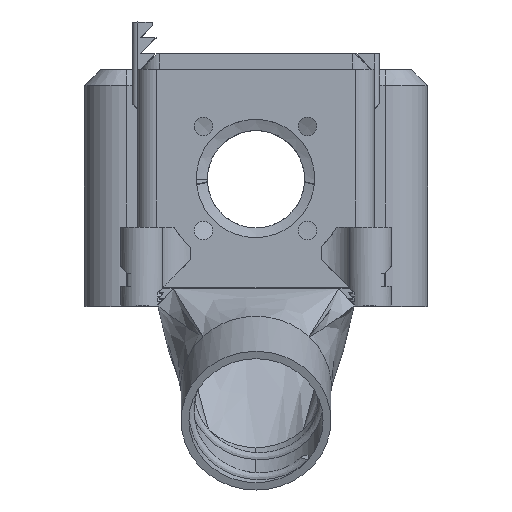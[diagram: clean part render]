
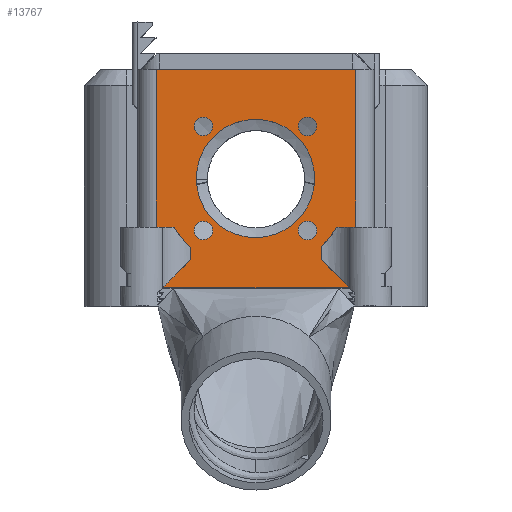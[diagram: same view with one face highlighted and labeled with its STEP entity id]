
A CAD part, top view. The second image highlights one B-rep face of the part: STEP entity #13767.
In plain terms, the highlighted planar face has unit normal (0, 0, 1).
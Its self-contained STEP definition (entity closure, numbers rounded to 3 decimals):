
#337=FACE_BOUND('',#2232,.T.);
#338=FACE_BOUND('',#2233,.T.);
#339=FACE_BOUND('',#2234,.T.);
#340=FACE_BOUND('',#2235,.T.);
#341=FACE_BOUND('',#2236,.T.);
#1027=CIRCLE('',#14657,18.);
#1028=CIRCLE('',#14658,18.);
#1029=CIRCLE('',#14659,1.75);
#1030=CIRCLE('',#14660,11.25);
#1031=CIRCLE('',#14661,1.75);
#1032=CIRCLE('',#14662,1.75);
#1033=CIRCLE('',#14663,1.75);
#1456=FACE_OUTER_BOUND('',#2231,.T.);
#2231=EDGE_LOOP('',(#9629,#9630,#9631,#9632,#9633,#9634,#9635,#9636,#9637,
#9638,#9639,#9640));
#2232=EDGE_LOOP('',(#9641));
#2233=EDGE_LOOP('',(#9642));
#2234=EDGE_LOOP('',(#9643));
#2235=EDGE_LOOP('',(#9644));
#2236=EDGE_LOOP('',(#9645));
#3141=LINE('',#19377,#4426);
#3143=LINE('',#19391,#4428);
#3144=LINE('',#19393,#4429);
#3145=LINE('',#19395,#4430);
#3146=LINE('',#19399,#4431);
#3147=LINE('',#19401,#4432);
#3148=LINE('',#19403,#4433);
#3149=LINE('',#19405,#4434);
#3150=LINE('',#19407,#4435);
#3151=LINE('',#19409,#4436);
#4426=VECTOR('',#16046,10.);
#4428=VECTOR('',#16052,10.);
#4429=VECTOR('',#16053,10.);
#4430=VECTOR('',#16054,10.);
#4431=VECTOR('',#16057,10.);
#4432=VECTOR('',#16058,10.);
#4433=VECTOR('',#16059,10.);
#4434=VECTOR('',#16060,10.);
#4435=VECTOR('',#16061,10.);
#4436=VECTOR('',#16064,10.);
#5719=VERTEX_POINT('',#19374);
#5720=VERTEX_POINT('',#19376);
#5723=VERTEX_POINT('',#19389);
#5724=VERTEX_POINT('',#19390);
#5725=VERTEX_POINT('',#19392);
#5726=VERTEX_POINT('',#19394);
#5727=VERTEX_POINT('',#19396);
#5728=VERTEX_POINT('',#19398);
#5729=VERTEX_POINT('',#19400);
#5730=VERTEX_POINT('',#19402);
#5731=VERTEX_POINT('',#19404);
#5732=VERTEX_POINT('',#19406);
#5733=VERTEX_POINT('',#19410);
#5734=VERTEX_POINT('',#19412);
#5735=VERTEX_POINT('',#19414);
#5736=VERTEX_POINT('',#19416);
#5737=VERTEX_POINT('',#19418);
#7211=EDGE_CURVE('',#5719,#5720,#3141,.T.);
#7215=EDGE_CURVE('',#5723,#5724,#3143,.T.);
#7216=EDGE_CURVE('',#5723,#5725,#3144,.T.);
#7217=EDGE_CURVE('',#5726,#5725,#3145,.T.);
#7218=EDGE_CURVE('',#5726,#5727,#1027,.T.);
#7219=EDGE_CURVE('',#5727,#5728,#3146,.T.);
#7220=EDGE_CURVE('',#5729,#5728,#3147,.T.);
#7221=EDGE_CURVE('',#5730,#5729,#3148,.T.);
#7222=EDGE_CURVE('',#5731,#5730,#3149,.T.);
#7223=EDGE_CURVE('',#5731,#5732,#3150,.T.);
#7224=EDGE_CURVE('',#5732,#5720,#1028,.T.);
#7225=EDGE_CURVE('',#5724,#5719,#3151,.T.);
#7226=EDGE_CURVE('',#5733,#5733,#1029,.T.);
#7227=EDGE_CURVE('',#5734,#5734,#1030,.T.);
#7228=EDGE_CURVE('',#5735,#5735,#1031,.T.);
#7229=EDGE_CURVE('',#5736,#5736,#1032,.T.);
#7230=EDGE_CURVE('',#5737,#5737,#1033,.T.);
#9629=ORIENTED_EDGE('',*,*,#7215,.F.);
#9630=ORIENTED_EDGE('',*,*,#7216,.T.);
#9631=ORIENTED_EDGE('',*,*,#7217,.F.);
#9632=ORIENTED_EDGE('',*,*,#7218,.T.);
#9633=ORIENTED_EDGE('',*,*,#7219,.T.);
#9634=ORIENTED_EDGE('',*,*,#7220,.F.);
#9635=ORIENTED_EDGE('',*,*,#7221,.F.);
#9636=ORIENTED_EDGE('',*,*,#7222,.F.);
#9637=ORIENTED_EDGE('',*,*,#7223,.T.);
#9638=ORIENTED_EDGE('',*,*,#7224,.T.);
#9639=ORIENTED_EDGE('',*,*,#7211,.F.);
#9640=ORIENTED_EDGE('',*,*,#7225,.F.);
#9641=ORIENTED_EDGE('',*,*,#7226,.T.);
#9642=ORIENTED_EDGE('',*,*,#7227,.T.);
#9643=ORIENTED_EDGE('',*,*,#7228,.T.);
#9644=ORIENTED_EDGE('',*,*,#7229,.T.);
#9645=ORIENTED_EDGE('',*,*,#7230,.T.);
#13335=PLANE('',#14656);
#13767=ADVANCED_FACE('',(#1456,#337,#338,#339,#340,#341),#13335,.T.);
#14656=AXIS2_PLACEMENT_3D('',#19388,#16050,#16051);
#14657=AXIS2_PLACEMENT_3D('',#19397,#16055,#16056);
#14658=AXIS2_PLACEMENT_3D('',#19408,#16062,#16063);
#14659=AXIS2_PLACEMENT_3D('',#19411,#16065,#16066);
#14660=AXIS2_PLACEMENT_3D('',#19413,#16067,#16068);
#14661=AXIS2_PLACEMENT_3D('',#19415,#16069,#16070);
#14662=AXIS2_PLACEMENT_3D('',#19417,#16071,#16072);
#14663=AXIS2_PLACEMENT_3D('',#19419,#16073,#16074);
#16046=DIRECTION('',(0.,1.,0.));
#16050=DIRECTION('center_axis',(0.,0.,1.));
#16051=DIRECTION('ref_axis',(1.,0.,0.));
#16052=DIRECTION('',(-1.,0.,0.));
#16053=DIRECTION('',(-0.707,0.707,0.));
#16054=DIRECTION('',(0.,-1.,0.));
#16055=DIRECTION('center_axis',(0.,0.,1.));
#16056=DIRECTION('ref_axis',(-1.,0.,0.));
#16057=DIRECTION('',(1.,0.,0.));
#16058=DIRECTION('',(0.,-1.,0.));
#16059=DIRECTION('',(1.,0.,0.));
#16060=DIRECTION('',(0.,1.,0.));
#16061=DIRECTION('',(1.,0.,0.));
#16062=DIRECTION('center_axis',(0.,0.,1.));
#16063=DIRECTION('ref_axis',(-1.,0.,0.));
#16064=DIRECTION('',(0.707,0.707,0.));
#16065=DIRECTION('center_axis',(0.,0.,-1.));
#16066=DIRECTION('ref_axis',(-1.,0.,0.));
#16067=DIRECTION('center_axis',(0.,0.,-1.));
#16068=DIRECTION('ref_axis',(-1.,0.,0.));
#16069=DIRECTION('center_axis',(0.,0.,-1.));
#16070=DIRECTION('ref_axis',(-1.,0.,0.));
#16071=DIRECTION('center_axis',(0.,0.,-1.));
#16072=DIRECTION('ref_axis',(-1.,0.,0.));
#16073=DIRECTION('center_axis',(0.,0.,-1.));
#16074=DIRECTION('ref_axis',(-1.,0.,0.));
#19374=CARTESIAN_POINT('',(-12.423,8.827,39.399));
#19376=CARTESIAN_POINT('',(-12.423,11.128,39.399));
#19377=CARTESIAN_POINT('',(-12.423,0.,39.399));
#19388=CARTESIAN_POINT('Origin',(-22.5,0.,39.399));
#19389=CARTESIAN_POINT('',(17.75,3.5,39.399));
#19390=CARTESIAN_POINT('',(-17.75,3.5,39.399));
#19391=CARTESIAN_POINT('',(8.875,3.5,39.399));
#19392=CARTESIAN_POINT('',(12.423,8.827,39.399));
#19393=CARTESIAN_POINT('',(17.75,3.5,39.399));
#19394=CARTESIAN_POINT('',(12.423,11.322,39.399));
#19395=CARTESIAN_POINT('',(12.423,0.,39.399));
#19396=CARTESIAN_POINT('',(15.34,15.,39.399));
#19397=CARTESIAN_POINT('Origin',(-0.102,24.25,39.399));
#19398=CARTESIAN_POINT('',(19.,15.,39.399));
#19399=CARTESIAN_POINT('',(-0.5,15.,39.399));
#19400=CARTESIAN_POINT('',(19.,45.,39.399));
#19401=CARTESIAN_POINT('',(19.,0.,39.399));
#19402=CARTESIAN_POINT('',(-19.,45.,39.399));
#19403=CARTESIAN_POINT('',(22.5,45.,39.399));
#19404=CARTESIAN_POINT('',(-19.,15.,39.399));
#19405=CARTESIAN_POINT('',(-19.,0.,39.399));
#19406=CARTESIAN_POINT('',(-15.543,15.,39.399));
#19407=CARTESIAN_POINT('',(-22.,15.,39.399));
#19408=CARTESIAN_POINT('Origin',(-0.102,24.25,39.399));
#19409=CARTESIAN_POINT('',(-17.75,3.5,39.399));
#19410=CARTESIAN_POINT('',(11.548,14.35,39.399));
#19411=CARTESIAN_POINT('Origin',(9.798,14.35,39.399));
#19412=CARTESIAN_POINT('',(11.148,24.25,39.399));
#19413=CARTESIAN_POINT('Origin',(-0.102,24.25,39.399));
#19414=CARTESIAN_POINT('',(11.548,34.15,39.399));
#19415=CARTESIAN_POINT('Origin',(9.798,34.15,39.399));
#19416=CARTESIAN_POINT('',(-8.252,14.35,39.399));
#19417=CARTESIAN_POINT('Origin',(-10.002,14.35,39.399));
#19418=CARTESIAN_POINT('',(-8.252,34.15,39.399));
#19419=CARTESIAN_POINT('Origin',(-10.002,34.15,39.399));
